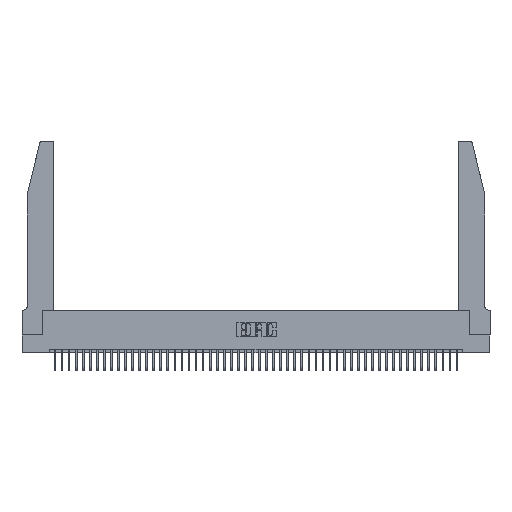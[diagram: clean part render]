
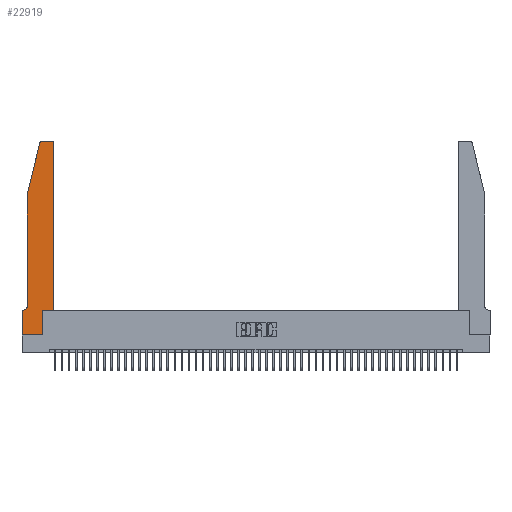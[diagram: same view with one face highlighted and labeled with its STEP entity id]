
A CAD part, top view. The second image highlights one B-rep face of the part: STEP entity #22919.
In plain terms, the highlighted planar face has unit normal (0, 0, 1).
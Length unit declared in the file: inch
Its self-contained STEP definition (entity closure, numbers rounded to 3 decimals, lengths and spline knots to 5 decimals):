
#532 = FACE_OUTER_BOUND ( 'NONE', #17374, .T. ) ;
#1743 = ORIENTED_EDGE ( 'NONE', *, *, #31000, .T. ) ;
#3504 = VECTOR ( 'NONE', #20540, 39.37008 ) ;
#4978 = CARTESIAN_POINT ( 'NONE',  ( 0.284, 2.72, 0.37 ) ) ;
#5204 = CARTESIAN_POINT ( 'NONE',  ( 0., 0.35, 0.37 ) ) ;
#6531 = VERTEX_POINT ( 'NONE', #21761 ) ;
#8557 = CIRCLE ( 'NONE', #32851, 0.03 ) ;
#8597 = CARTESIAN_POINT ( 'NONE',  ( 0.4505, 0.35, 0.37 ) ) ;
#9314 = DIRECTION ( 'NONE',  ( 1., 0., 0. ) ) ;
#9355 = DIRECTION ( 'NONE',  ( 0., 0., 1. ) ) ;
#9376 = LINE ( 'NONE', #28112, #18399 ) ;
#9862 = LINE ( 'NONE', #16320, #17694 ) ;
#10390 = PLANE ( 'NONE',  #18544 ) ;
#10489 = DIRECTION ( 'NONE',  ( 1., 0., 0. ) ) ;
#10513 = EDGE_CURVE ( 'NONE', #38668, #19834, #22219, .T. ) ;
#10895 = DIRECTION ( 'NONE',  ( 1., 0., 0. ) ) ;
#11073 = VERTEX_POINT ( 'NONE', #16284 ) ;
#11443 = LINE ( 'NONE', #25789, #31320 ) ;
#11944 = CARTESIAN_POINT ( 'NONE',  ( 0.0055, 0.42, 0.37 ) ) ;
#12858 = DIRECTION ( 'NONE',  ( -1., 0., 0. ) ) ;
#13155 = ORIENTED_EDGE ( 'NONE', *, *, #42344, .T. ) ;
#13901 = LINE ( 'NONE', #18645, #19275 ) ;
#14101 = DIRECTION ( 'NONE',  ( 0., -1., 0. ) ) ;
#14209 = ORIENTED_EDGE ( 'NONE', *, *, #43452, .T. ) ;
#14914 = VECTOR ( 'NONE', #47443, 39.37008 ) ;
#15120 = VERTEX_POINT ( 'NONE', #16297 ) ;
#16284 = CARTESIAN_POINT ( 'NONE',  ( 0.284, 2.75, 0.37 ) ) ;
#16297 = CARTESIAN_POINT ( 'NONE',  ( 0.2865, 0., 0.37 ) ) ;
#16320 = CARTESIAN_POINT ( 'NONE',  ( 0., 0., 0.37 ) ) ;
#16752 = LINE ( 'NONE', #21798, #26958 ) ;
#16827 = DIRECTION ( 'NONE',  ( 1., 0., 0. ) ) ;
#17147 = CARTESIAN_POINT ( 'NONE',  ( 0.0755, 2., 0.37 ) ) ;
#17347 = ORIENTED_EDGE ( 'NONE', *, *, #22492, .T. ) ;
#17374 = EDGE_LOOP ( 'NONE', ( #30554, #37193, #14209, #36206, #27124, #19355, #48756, #17784, #1743, #17347, #30315, #13155 ) ) ;
#17694 = VECTOR ( 'NONE', #32095, 39.37008 ) ;
#17784 = ORIENTED_EDGE ( 'NONE', *, *, #45082, .T. ) ;
#18086 = VECTOR ( 'NONE', #35628, 39.37008 ) ;
#18361 = EDGE_CURVE ( 'NONE', #39397, #38668, #34367, .T. ) ;
#18399 = VECTOR ( 'NONE', #12858, 39.37008 ) ;
#18544 = AXIS2_PLACEMENT_3D ( 'NONE', #5204, #28394, #16827 ) ;
#18645 = CARTESIAN_POINT ( 'NONE',  ( 0., 0., 0.37 ) ) ;
#19275 = VECTOR ( 'NONE', #10895, 39.37008 ) ;
#19355 = ORIENTED_EDGE ( 'NONE', *, *, #10513, .T. ) ;
#19834 = VERTEX_POINT ( 'NONE', #36070 ) ;
#19993 = DIRECTION ( 'NONE',  ( 0., 0., -1. ) ) ;
#20185 = CARTESIAN_POINT ( 'NONE',  ( 0.4505, 0.35, 0.37 ) ) ;
#20313 = CARTESIAN_POINT ( 'NONE',  ( 0., 0., 0.37 ) ) ;
#20540 = DIRECTION ( 'NONE',  ( -1., 0., 0. ) ) ;
#21201 = CARTESIAN_POINT ( 'NONE',  ( 0.2865, 0.35, 0.37 ) ) ;
#21761 = CARTESIAN_POINT ( 'NONE',  ( 0.4505, 2.72, 0.37 ) ) ;
#21798 = CARTESIAN_POINT ( 'NONE',  ( 0.0755, 2., 0.37 ) ) ;
#22219 = LINE ( 'NONE', #35388, #3504 ) ;
#22492 = EDGE_CURVE ( 'NONE', #34039, #29062, #11443, .T. ) ;
#22919 = ADVANCED_FACE ( 'NONE', ( #532 ), #10390, .T. ) ;
#23274 = AXIS2_PLACEMENT_3D ( 'NONE', #11944, #19993, #31415 ) ;
#23765 = CARTESIAN_POINT ( 'NONE',  ( 0.0055, 0.35, 0.37 ) ) ;
#24634 = CARTESIAN_POINT ( 'NONE',  ( 0.4205, 2.72, 0.37 ) ) ;
#25789 = CARTESIAN_POINT ( 'NONE',  ( 0.4505, 0.35, 0.37 ) ) ;
#25850 = CARTESIAN_POINT ( 'NONE',  ( 0.2865, 0.35, 0.37 ) ) ;
#26562 = CARTESIAN_POINT ( 'NONE',  ( 0.25487, 2.72718, 0.37 ) ) ;
#26958 = VECTOR ( 'NONE', #14101, 39.37008 ) ;
#27092 = LINE ( 'NONE', #20185, #18086 ) ;
#27124 = ORIENTED_EDGE ( 'NONE', *, *, #18361, .T. ) ;
#27660 = AXIS2_PLACEMENT_3D ( 'NONE', #24634, #43367, #9314 ) ;
#27996 = VECTOR ( 'NONE', #28276, 39.37008 ) ;
#28112 = CARTESIAN_POINT ( 'NONE',  ( 0.2605, 2.75, 0.37 ) ) ;
#28276 = DIRECTION ( 'NONE',  ( 0., 1., 0. ) ) ;
#28394 = DIRECTION ( 'NONE',  ( 0., 0., 1. ) ) ;
#29062 = VERTEX_POINT ( 'NONE', #8597 ) ;
#29741 = VERTEX_POINT ( 'NONE', #20313 ) ;
#30315 = ORIENTED_EDGE ( 'NONE', *, *, #35787, .T. ) ;
#30554 = ORIENTED_EDGE ( 'NONE', *, *, #31006, .T. ) ;
#31000 = EDGE_CURVE ( 'NONE', #15120, #34039, #48973, .T. ) ;
#31006 = EDGE_CURVE ( 'NONE', #44036, #11073, #9376, .T. ) ;
#31086 = CARTESIAN_POINT ( 'NONE',  ( 0.0755, 0.42, 0.37 ) ) ;
#31320 = VECTOR ( 'NONE', #10489, 39.37008 ) ;
#31415 = DIRECTION ( 'NONE',  ( -1., 0., 0. ) ) ;
#32095 = DIRECTION ( 'NONE',  ( 0., -1., 0. ) ) ;
#32851 = AXIS2_PLACEMENT_3D ( 'NONE', #4978, #9355, #47252 ) ;
#33602 = CARTESIAN_POINT ( 'NONE',  ( 0.0755, 2., 0.37 ) ) ;
#34039 = VERTEX_POINT ( 'NONE', #25850 ) ;
#34367 = CIRCLE ( 'NONE', #23274, 0.07 ) ;
#34505 = EDGE_CURVE ( 'NONE', #11073, #39205, #8557, .T. ) ;
#35388 = CARTESIAN_POINT ( 'NONE',  ( 0.0755, 0.35, 0.37 ) ) ;
#35628 = DIRECTION ( 'NONE',  ( 0., 1., 0. ) ) ;
#35787 = EDGE_CURVE ( 'NONE', #29062, #6531, #27092, .T. ) ;
#36070 = CARTESIAN_POINT ( 'NONE',  ( 0., 0.35, 0.37 ) ) ;
#36206 = ORIENTED_EDGE ( 'NONE', *, *, #43572, .T. ) ;
#37193 = ORIENTED_EDGE ( 'NONE', *, *, #34505, .T. ) ;
#37422 = VERTEX_POINT ( 'NONE', #33602 ) ;
#38668 = VERTEX_POINT ( 'NONE', #23765 ) ;
#39205 = VERTEX_POINT ( 'NONE', #26562 ) ;
#39397 = VERTEX_POINT ( 'NONE', #31086 ) ;
#40724 = LINE ( 'NONE', #17147, #14914 ) ;
#42344 = EDGE_CURVE ( 'NONE', #6531, #44036, #46776, .T. ) ;
#43367 = DIRECTION ( 'NONE',  ( 0., 0., 1. ) ) ;
#43452 = EDGE_CURVE ( 'NONE', #39205, #37422, #40724, .T. ) ;
#43572 = EDGE_CURVE ( 'NONE', #37422, #39397, #16752, .T. ) ;
#44036 = VERTEX_POINT ( 'NONE', #46218 ) ;
#45082 = EDGE_CURVE ( 'NONE', #29741, #15120, #13901, .T. ) ;
#46218 = CARTESIAN_POINT ( 'NONE',  ( 0.4205, 2.75, 0.37 ) ) ;
#46776 = CIRCLE ( 'NONE', #27660, 0.03 ) ;
#47252 = DIRECTION ( 'NONE',  ( 1., 0., 0. ) ) ;
#47443 = DIRECTION ( 'NONE',  ( -0.239, -0.971, 0. ) ) ;
#48756 = ORIENTED_EDGE ( 'NONE', *, *, #48963, .T. ) ;
#48963 = EDGE_CURVE ( 'NONE', #19834, #29741, #9862, .T. ) ;
#48973 = LINE ( 'NONE', #21201, #27996 ) ;
